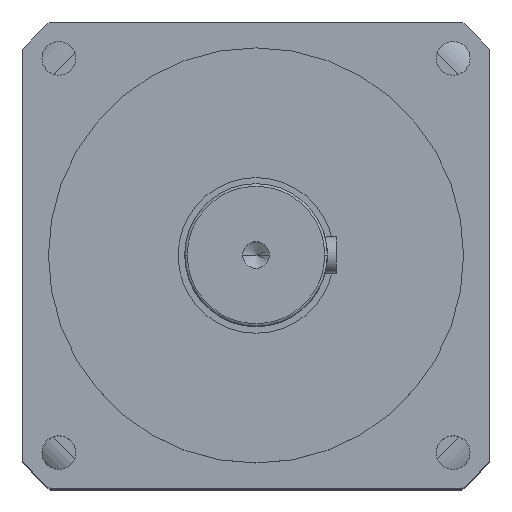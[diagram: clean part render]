
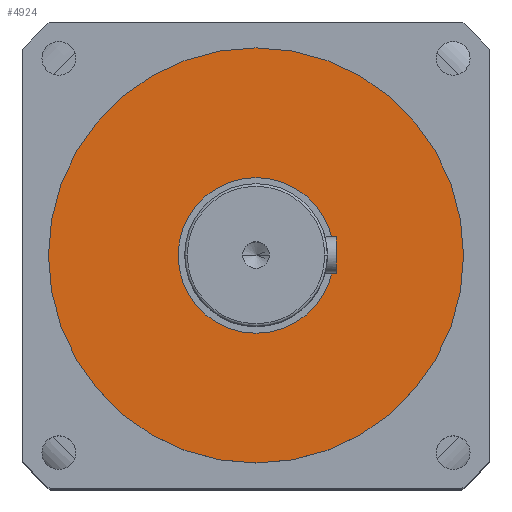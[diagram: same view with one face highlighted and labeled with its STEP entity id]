
A CAD part, top view. The second image highlights one B-rep face of the part: STEP entity #4924.
In plain terms, the highlighted planar face has unit normal (0, 0, 1).
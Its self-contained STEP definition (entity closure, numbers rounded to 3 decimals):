
#80 = VERTEX_POINT ( 'NONE', #7271 ) ;
#131 = CIRCLE ( 'NONE', #347, 30. ) ;
#220 = DIRECTION ( 'NONE',  ( -1., 0., 0. ) ) ;
#250 = DIRECTION ( 'NONE',  ( 0., 0., 1. ) ) ;
#338 = CARTESIAN_POINT ( 'NONE',  ( -30., 0., -97. ) ) ;
#347 = AXIS2_PLACEMENT_3D ( 'NONE', #7822, #3392, #8573 ) ;
#918 = CARTESIAN_POINT ( 'NONE',  ( 0., 0., -97. ) ) ;
#958 = ORIENTED_EDGE ( 'NONE', *, *, #4419, .F. ) ;
#1748 = CARTESIAN_POINT ( 'NONE',  ( 0., 0., -97. ) ) ;
#2432 = VERTEX_POINT ( 'NONE', #3891 ) ;
#2473 = DIRECTION ( 'NONE',  ( 1., 0., 0. ) ) ;
#2516 = AXIS2_PLACEMENT_3D ( 'NONE', #918, #4563, #220 ) ;
#3066 = EDGE_CURVE ( 'NONE', #2432, #80, #3196, .T. ) ;
#3080 = CARTESIAN_POINT ( 'NONE',  ( 0., 0., -97. ) ) ;
#3138 = CIRCLE ( 'NONE', #4917, 30. ) ;
#3196 = CIRCLE ( 'NONE', #3533, 80. ) ;
#3249 = FACE_BOUND ( 'NONE', #7939, .T. ) ;
#3391 = VERTEX_POINT ( 'NONE', #338 ) ;
#3392 = DIRECTION ( 'NONE',  ( 0., 0., 1. ) ) ;
#3488 = FACE_OUTER_BOUND ( 'NONE', #6485, .T. ) ;
#3533 = AXIS2_PLACEMENT_3D ( 'NONE', #1748, #6876, #2473 ) ;
#3595 = VERTEX_POINT ( 'NONE', #4556 ) ;
#3770 = CIRCLE ( 'NONE', #6070, 80. ) ;
#3812 = DIRECTION ( 'NONE',  ( 1., 0., 0. ) ) ;
#3891 = CARTESIAN_POINT ( 'NONE',  ( 80., 0., -97. ) ) ;
#4200 = ORIENTED_EDGE ( 'NONE', *, *, #4658, .F. ) ;
#4419 = EDGE_CURVE ( 'NONE', #3391, #3595, #3138, .T. ) ;
#4556 = CARTESIAN_POINT ( 'NONE',  ( 30., 0., -97. ) ) ;
#4563 = DIRECTION ( 'NONE',  ( 0., 0., -1. ) ) ;
#4598 = CARTESIAN_POINT ( 'NONE',  ( 0., 0., -97. ) ) ;
#4658 = EDGE_CURVE ( 'NONE', #3595, #3391, #131, .T. ) ;
#4917 = AXIS2_PLACEMENT_3D ( 'NONE', #4598, #250, #5322 ) ;
#4924 = ADVANCED_FACE ( 'NONE', ( #3249, #3488 ), #7495, .F. ) ;
#5322 = DIRECTION ( 'NONE',  ( 1., 0., 0. ) ) ;
#5477 = ORIENTED_EDGE ( 'NONE', *, *, #3066, .T. ) ;
#6070 = AXIS2_PLACEMENT_3D ( 'NONE', #3080, #8243, #3812 ) ;
#6485 = EDGE_LOOP ( 'NONE', ( #5477, #8094 ) ) ;
#6876 = DIRECTION ( 'NONE',  ( 0., 0., 1. ) ) ;
#7240 = EDGE_CURVE ( 'NONE', #80, #2432, #3770, .T. ) ;
#7271 = CARTESIAN_POINT ( 'NONE',  ( -80., 0., -97. ) ) ;
#7495 = PLANE ( 'NONE',  #2516 ) ;
#7822 = CARTESIAN_POINT ( 'NONE',  ( 0., 0., -97. ) ) ;
#7939 = EDGE_LOOP ( 'NONE', ( #4200, #958 ) ) ;
#8094 = ORIENTED_EDGE ( 'NONE', *, *, #7240, .T. ) ;
#8243 = DIRECTION ( 'NONE',  ( 0., 0., 1. ) ) ;
#8573 = DIRECTION ( 'NONE',  ( 1., 0., 0. ) ) ;
